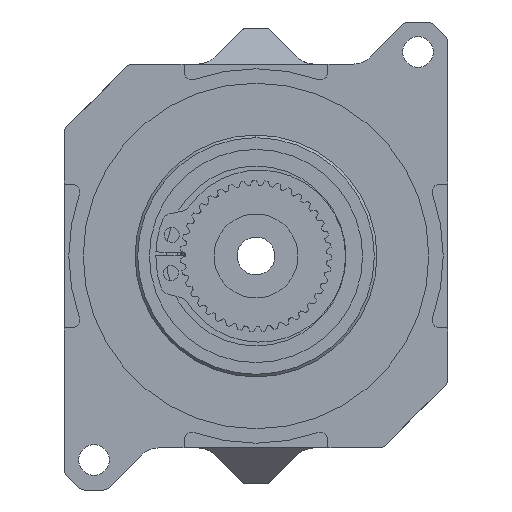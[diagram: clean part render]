
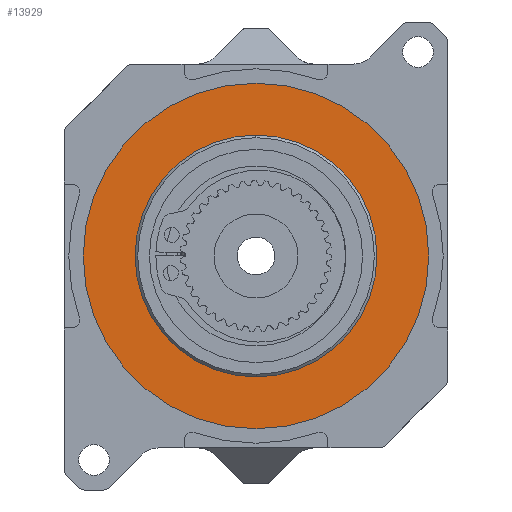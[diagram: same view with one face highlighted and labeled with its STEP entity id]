
A CAD part, left-side view. The second image highlights one B-rep face of the part: STEP entity #13929.
In plain terms, the highlighted planar face has unit normal (-1, 0, 0).
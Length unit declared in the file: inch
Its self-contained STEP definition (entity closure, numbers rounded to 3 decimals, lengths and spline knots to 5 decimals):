
#219 = DIRECTION ( 'NONE',  ( -1., 0., 0. ) ) ;
#952 = EDGE_CURVE ( 'NONE', #5758, #29944, #16107, .T. ) ;
#1639 = DIRECTION ( 'NONE',  ( 0., 0., 1. ) ) ;
#2294 = AXIS2_PLACEMENT_3D ( 'NONE', #13286, #18291, #23435 ) ;
#2790 = CIRCLE ( 'NONE', #2294, 0.9 ) ;
#3036 = CARTESIAN_POINT ( 'NONE',  ( -0.31594, -0.62992, 0. ) ) ;
#4915 = DIRECTION ( 'NONE',  ( 0., 0., 1. ) ) ;
#5758 = VERTEX_POINT ( 'NONE', #9862 ) ;
#6956 = AXIS2_PLACEMENT_3D ( 'NONE', #29952, #219, #27377 ) ;
#7918 = VERTEX_POINT ( 'NONE', #23935 ) ;
#8106 = CIRCLE ( 'NONE', #17763, 0.9 ) ;
#9102 = AXIS2_PLACEMENT_3D ( 'NONE', #21593, #16420, #4915 ) ;
#9862 = CARTESIAN_POINT ( 'NONE',  ( -0.31594, 0.62992, 0. ) ) ;
#10074 = CIRCLE ( 'NONE', #9102, 0.62992 ) ;
#10588 = AXIS2_PLACEMENT_3D ( 'NONE', #22270, #29087, #1639 ) ;
#12495 = EDGE_LOOP ( 'NONE', ( #15311, #30030 ) ) ;
#12830 = PLANE ( 'NONE',  #10588 ) ;
#13286 = CARTESIAN_POINT ( 'NONE',  ( -0.31594, 0., 0. ) ) ;
#13929 = ADVANCED_FACE ( 'NONE', ( #21812, #19533 ), #12830, .T. ) ;
#15311 = ORIENTED_EDGE ( 'NONE', *, *, #21247, .T. ) ;
#15391 = ORIENTED_EDGE ( 'NONE', *, *, #952, .F. ) ;
#16067 = VERTEX_POINT ( 'NONE', #17130 ) ;
#16107 = CIRCLE ( 'NONE', #6956, 0.62992 ) ;
#16420 = DIRECTION ( 'NONE',  ( -1., 0., 0. ) ) ;
#17130 = CARTESIAN_POINT ( 'NONE',  ( -0.31594, 0., -0.9 ) ) ;
#17314 = DIRECTION ( 'NONE',  ( 0., 0., 1. ) ) ;
#17763 = AXIS2_PLACEMENT_3D ( 'NONE', #19611, #28719, #17314 ) ;
#18291 = DIRECTION ( 'NONE',  ( -1., 0., 0. ) ) ;
#19533 = FACE_OUTER_BOUND ( 'NONE', #12495, .T. ) ;
#19611 = CARTESIAN_POINT ( 'NONE',  ( -0.31594, 0., 0. ) ) ;
#19698 = ORIENTED_EDGE ( 'NONE', *, *, #21171, .F. ) ;
#21171 = EDGE_CURVE ( 'NONE', #29944, #5758, #10074, .T. ) ;
#21247 = EDGE_CURVE ( 'NONE', #7918, #16067, #8106, .T. ) ;
#21484 = EDGE_CURVE ( 'NONE', #16067, #7918, #2790, .T. ) ;
#21593 = CARTESIAN_POINT ( 'NONE',  ( -0.31594, 0., 0. ) ) ;
#21812 = FACE_BOUND ( 'NONE', #23157, .T. ) ;
#22270 = CARTESIAN_POINT ( 'NONE',  ( -0.31594, 0., 0. ) ) ;
#23157 = EDGE_LOOP ( 'NONE', ( #19698, #15391 ) ) ;
#23435 = DIRECTION ( 'NONE',  ( 0., 0., 1. ) ) ;
#23935 = CARTESIAN_POINT ( 'NONE',  ( -0.31594, 0., 0.9 ) ) ;
#27377 = DIRECTION ( 'NONE',  ( 0., 0., 1. ) ) ;
#28719 = DIRECTION ( 'NONE',  ( -1., 0., 0. ) ) ;
#29087 = DIRECTION ( 'NONE',  ( -1., 0., 0. ) ) ;
#29944 = VERTEX_POINT ( 'NONE', #3036 ) ;
#29952 = CARTESIAN_POINT ( 'NONE',  ( -0.31594, 0., 0. ) ) ;
#30030 = ORIENTED_EDGE ( 'NONE', *, *, #21484, .T. ) ;
